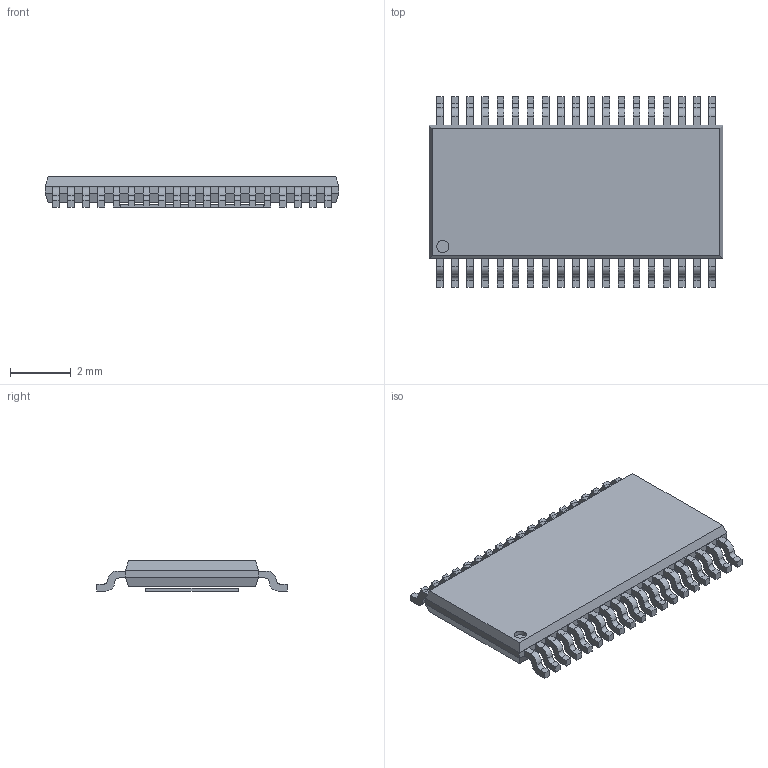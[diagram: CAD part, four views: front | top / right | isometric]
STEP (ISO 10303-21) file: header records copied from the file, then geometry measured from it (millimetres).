
FILE_DESCRIPTION(/* description */ (''),/* implementation_level */ '2;1');
FILE_NAME(/* name */ '5f4aa1262d7234127cb349e1',/* time_stamp */ '2020-08-29T18:40:39+00:00',/* author */ (''),/* organization */ (''),/* preprocessor_version */ 'ST-DEVELOPER v16.7',/* originating_system */ $,/* authorisation */ $);
FILE_SCHEMA (('AUTOMOTIVE_DESIGN {1 0 10303 214 3 1 1}'));
Length unit declared in the file: metre
Products named in the file (40): Pad; Pin20; Pin21; Pin22; Pin23; Pin24; Pin25; Pin26; Pin27; Pin28; Pin29; Pin30; Pin31; Pin32; Pin34; Pin33; Pin35; Pin36; Pin37; Pin38; Pin19; Pin18; Pin17; Pin16; Pin15; Pin14; Pin13; Pin12; Pin11; Pin10; Pin9; Pin8; Pin7; Pin6; Pin5; Pin4; Pin3; Pin2; Pin1; Body
Bounding box: 9.7 x 6.3 x 1 mm (x, y, z)
Volume: 39.3 mm3; surface area: 180.9 mm2
Topology: 40 solids, 40 shells, 478 faces, 1183 edges, 786 vertices
Faces by surface type: plane 325, cylinder 153
Full cylindrical faces by diameter (mm): 0.4 x1
Entity records: 15165 total; most frequent: DIRECTION 2524, CARTESIAN_POINT 2486, ORIENTED_EDGE 2364, EDGE_CURVE 1182, LINE 876, VECTOR 876, AXIS2_PLACEMENT_3D 824, VERTEX_POINT 786
